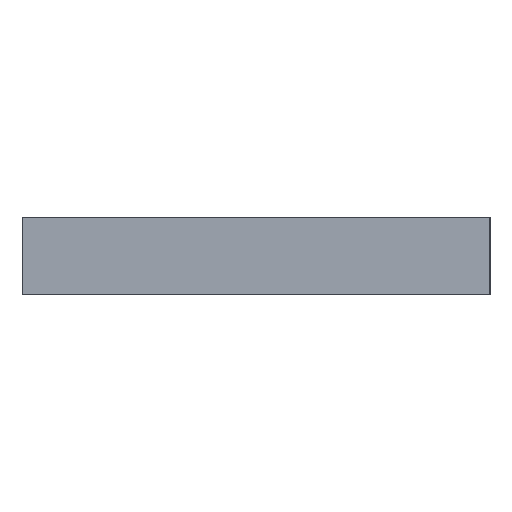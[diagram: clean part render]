
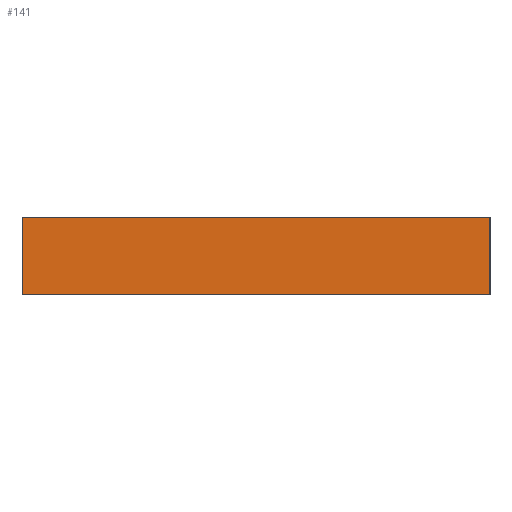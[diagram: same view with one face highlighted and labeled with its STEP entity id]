
A CAD part, left-side view. The second image highlights one B-rep face of the part: STEP entity #141.
In plain terms, the highlighted planar face has unit normal (-1, 0, 0).
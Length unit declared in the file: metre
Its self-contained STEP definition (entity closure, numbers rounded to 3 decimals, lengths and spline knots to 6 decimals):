
#34=ORIENTED_EDGE('',*,*,#64,.F.);
#35=ORIENTED_EDGE('',*,*,#53,.F.);
#36=ORIENTED_EDGE('',*,*,#65,.T.);
#37=ORIENTED_EDGE('',*,*,#58,.T.);
#53=EDGE_CURVE('',#69,#67,#81,.T.);
#58=EDGE_CURVE('',#73,#72,#86,.T.);
#64=EDGE_CURVE('',#67,#72,#88,.T.);
#65=EDGE_CURVE('',#69,#73,#89,.T.);
#67=VERTEX_POINT('',#211);
#69=VERTEX_POINT('',#215);
#72=VERTEX_POINT('',#225);
#73=VERTEX_POINT('',#227);
#81=LINE('',#216,#93);
#86=LINE('',#226,#98);
#88=LINE('',#240,#100);
#89=LINE('',#241,#101);
#93=VECTOR('',#176,1.);
#98=VECTOR('',#185,1.);
#100=VECTOR('',#201,1.);
#101=VECTOR('',#202,1.);
#109=EDGE_LOOP('',(#34,#35,#36,#37));
#123=FACE_BOUND('',#109,.T.);
#133=PLANE('',#166);
#141=ADVANCED_FACE('',(#123),#133,.T.);
#166=AXIS2_PLACEMENT_3D('',#239,#199,#200);
#176=DIRECTION('',(0.,0.,-1.));
#185=DIRECTION('',(0.,0.,-1.));
#199=DIRECTION('',(-1.,0.,0.));
#200=DIRECTION('',(0.,0.,1.));
#201=DIRECTION('',(0.,1.,0.));
#202=DIRECTION('',(0.,1.,0.));
#211=CARTESIAN_POINT('',(-0.1143,-0.01905,0.));
#215=CARTESIAN_POINT('',(-0.1143,-0.01905,0.00635));
#216=CARTESIAN_POINT('',(-0.1143,-0.01905,0.00635));
#225=CARTESIAN_POINT('',(-0.1143,0.01905,0.));
#226=CARTESIAN_POINT('',(-0.1143,0.01905,0.00635));
#227=CARTESIAN_POINT('',(-0.1143,0.01905,0.00635));
#239=CARTESIAN_POINT('',(-0.1143,0.,0.00635));
#240=CARTESIAN_POINT('',(-0.1143,0.,0.));
#241=CARTESIAN_POINT('',(-0.1143,0.,0.00635));
